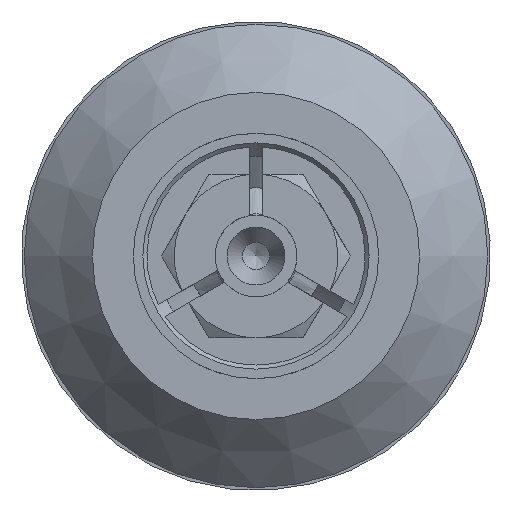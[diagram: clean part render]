
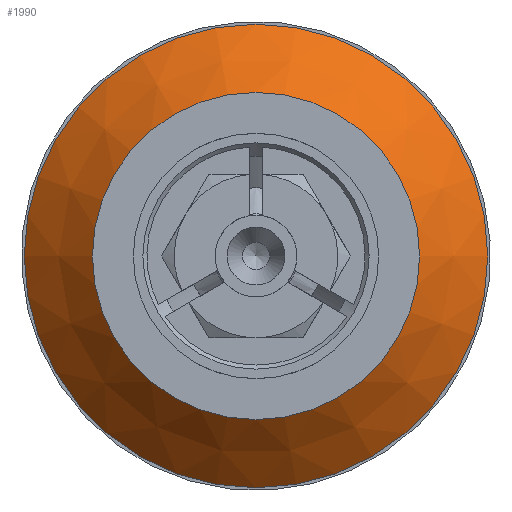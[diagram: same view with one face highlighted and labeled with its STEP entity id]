
A CAD part, left-side view. The second image highlights one B-rep face of the part: STEP entity #1990.
In plain terms, the highlighted conical face has half-angle 45 degrees and reference radius 7.25 mm.
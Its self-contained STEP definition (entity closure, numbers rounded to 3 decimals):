
#1948=CARTESIAN_POINT('',(0.7,6.,0.));
#1949=VERTEX_POINT('',#1948);
#1950=CARTESIAN_POINT('',(0.7,0.,0.));
#1951=DIRECTION('',(1.0,0.0,0.0));
#1952=DIRECTION('',(0.0,1.0,0.0));
#1953=AXIS2_PLACEMENT_3D('',#1950,#1951,#1952);
#1954=CIRCLE('',#1953,6.);
#1955=EDGE_CURVE('',#1949,#1949,#1954,.T.);
#1971=CARTESIAN_POINT('',(1.95,0.,0.));
#1972=DIRECTION('',(1.0,0.,0.));
#1973=DIRECTION('',(0.0,1.0,0.0));
#1974=AXIS2_PLACEMENT_3D('',#1971,#1972,#1973);
#1975=CONICAL_SURFACE('',#1974,7.25,45.);
#1976=CARTESIAN_POINT('',(3.2,8.5,0.));
#1977=VERTEX_POINT('',#1976);
#1978=CARTESIAN_POINT('',(3.2,0.,0.));
#1979=DIRECTION('',(1.0,0.0,0.0));
#1980=DIRECTION('',(0.0,1.0,0.0));
#1981=AXIS2_PLACEMENT_3D('',#1978,#1979,#1980);
#1982=CIRCLE('',#1981,8.5);
#1983=EDGE_CURVE('',#1977,#1977,#1982,.T.);
#1984=ORIENTED_EDGE('',*,*,#1983,.F.);
#1985=EDGE_LOOP('',(#1984));
#1986=FACE_OUTER_BOUND('',#1985,.T.);
#1987=ORIENTED_EDGE('',*,*,#1955,.T.);
#1988=EDGE_LOOP('',(#1987));
#1989=FACE_BOUND('',#1988,.T.);
#1990=ADVANCED_FACE('',(#1986,#1989),#1975,.T.);
